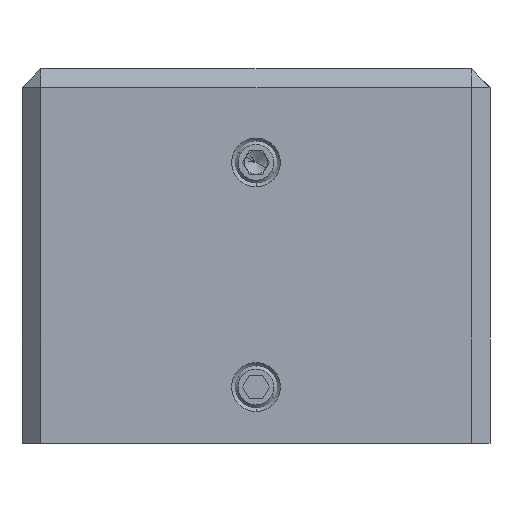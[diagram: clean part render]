
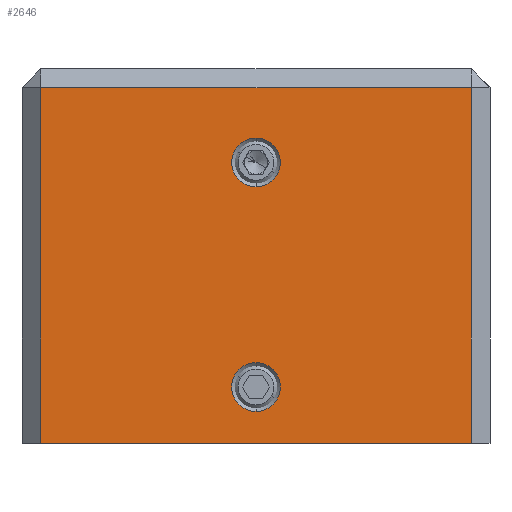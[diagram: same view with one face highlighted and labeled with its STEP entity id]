
A CAD part, left-side view. The second image highlights one B-rep face of the part: STEP entity #2646.
In plain terms, the highlighted planar face has unit normal (-1, 0, 0).
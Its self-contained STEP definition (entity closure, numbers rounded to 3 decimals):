
#80 = CARTESIAN_POINT ( 'NONE',  ( -25., 0., 10. ) ) ;
#81 = ORIENTED_EDGE ( 'NONE', *, *, #23894, .T. ) ;
#694 = AXIS2_PLACEMENT_3D ( 'NONE', #4463, #2122, #18916 ) ;
#927 = EDGE_LOOP ( 'NONE', ( #14975, #12188 ) ) ;
#1198 = LINE ( 'NONE', #6848, #21869 ) ;
#1498 = CIRCLE ( 'NONE', #694, 2.6 ) ;
#2122 = DIRECTION ( 'NONE',  ( 1., 0., 0. ) ) ;
#2320 = DIRECTION ( 'NONE',  ( 1., 0., 0. ) ) ;
#2495 = VERTEX_POINT ( 'NONE', #24463 ) ;
#2532 = CARTESIAN_POINT ( 'NONE',  ( -25., 0., -16.6 ) ) ;
#2635 = LINE ( 'NONE', #21555, #3281 ) ;
#2646 = ADVANCED_FACE ( 'NONE', ( #22089, #17270, #9213 ), #4621, .F. ) ;
#2712 = VERTEX_POINT ( 'NONE', #2532 ) ;
#3127 = EDGE_CURVE ( 'NONE', #2712, #18752, #7924, .T. ) ;
#3222 = EDGE_CURVE ( 'NONE', #21165, #20607, #20790, .T. ) ;
#3281 = VECTOR ( 'NONE', #11578, 1000. ) ;
#3378 = ORIENTED_EDGE ( 'NONE', *, *, #23031, .T. ) ;
#3788 = EDGE_CURVE ( 'NONE', #16398, #2495, #23653, .T. ) ;
#4067 = CARTESIAN_POINT ( 'NONE',  ( -25., 0., 12.6 ) ) ;
#4463 = CARTESIAN_POINT ( 'NONE',  ( -25., 0., -14. ) ) ;
#4621 = PLANE ( 'NONE',  #26605 ) ;
#4863 = ORIENTED_EDGE ( 'NONE', *, *, #18381, .T. ) ;
#5836 = DIRECTION ( 'NONE',  ( 0., 0., 1. ) ) ;
#6028 = DIRECTION ( 'NONE',  ( 1., 0., 0. ) ) ;
#6848 = CARTESIAN_POINT ( 'NONE',  ( -25., 25., 18. ) ) ;
#7924 = CIRCLE ( 'NONE', #14214, 2.6 ) ;
#8414 = EDGE_CURVE ( 'NONE', #2495, #16795, #1198, .T. ) ;
#8862 = DIRECTION ( 'NONE',  ( 0., -1., 0. ) ) ;
#9015 = CARTESIAN_POINT ( 'NONE',  ( -25., 0., -11.4 ) ) ;
#9139 = ORIENTED_EDGE ( 'NONE', *, *, #3788, .T. ) ;
#9213 = FACE_OUTER_BOUND ( 'NONE', #19190, .T. ) ;
#10078 = AXIS2_PLACEMENT_3D ( 'NONE', #80, #14535, #18693 ) ;
#10321 = DIRECTION ( 'NONE',  ( 0., 1., 0. ) ) ;
#11578 = DIRECTION ( 'NONE',  ( 0., 0., -1. ) ) ;
#12064 = CIRCLE ( 'NONE', #14679, 2.6 ) ;
#12188 = ORIENTED_EDGE ( 'NONE', *, *, #3127, .T. ) ;
#12410 = CARTESIAN_POINT ( 'NONE',  ( -25., 0., -14. ) ) ;
#12559 = CARTESIAN_POINT ( 'NONE',  ( -25., -23., -20. ) ) ;
#13488 = CARTESIAN_POINT ( 'NONE',  ( -25., 23., -20. ) ) ;
#14214 = AXIS2_PLACEMENT_3D ( 'NONE', #12410, #2320, #10321 ) ;
#14234 = VERTEX_POINT ( 'NONE', #13488 ) ;
#14535 = DIRECTION ( 'NONE',  ( 1., 0., 0. ) ) ;
#14679 = AXIS2_PLACEMENT_3D ( 'NONE', #22412, #6028, #26356 ) ;
#14975 = ORIENTED_EDGE ( 'NONE', *, *, #19227, .T. ) ;
#15650 = EDGE_LOOP ( 'NONE', ( #26527, #3378 ) ) ;
#16398 = VERTEX_POINT ( 'NONE', #12559 ) ;
#16783 = CARTESIAN_POINT ( 'NONE',  ( -25., 25., -20. ) ) ;
#16795 = VERTEX_POINT ( 'NONE', #18873 ) ;
#17228 = VECTOR ( 'NONE', #5836, 1000. ) ;
#17270 = FACE_BOUND ( 'NONE', #927, .T. ) ;
#18381 = EDGE_CURVE ( 'NONE', #14234, #16398, #23802, .T. ) ;
#18693 = DIRECTION ( 'NONE',  ( 0., 1., 0. ) ) ;
#18752 = VERTEX_POINT ( 'NONE', #9015 ) ;
#18873 = CARTESIAN_POINT ( 'NONE',  ( -25., 23., 18. ) ) ;
#18916 = DIRECTION ( 'NONE',  ( 0., 1., 0. ) ) ;
#19063 = CARTESIAN_POINT ( 'NONE',  ( -25., 25., 20. ) ) ;
#19190 = EDGE_LOOP ( 'NONE', ( #4863, #9139, #21767, #81 ) ) ;
#19227 = EDGE_CURVE ( 'NONE', #18752, #2712, #1498, .T. ) ;
#19907 = CARTESIAN_POINT ( 'NONE',  ( -25., -23., 20. ) ) ;
#20607 = VERTEX_POINT ( 'NONE', #26079 ) ;
#20790 = CIRCLE ( 'NONE', #10078, 2.6 ) ;
#20951 = DIRECTION ( 'NONE',  ( 1., 0., 0. ) ) ;
#21165 = VERTEX_POINT ( 'NONE', #4067 ) ;
#21555 = CARTESIAN_POINT ( 'NONE',  ( -25., 23., 20. ) ) ;
#21767 = ORIENTED_EDGE ( 'NONE', *, *, #8414, .T. ) ;
#21869 = VECTOR ( 'NONE', #25375, 1000. ) ;
#22089 = FACE_BOUND ( 'NONE', #15650, .T. ) ;
#22412 = CARTESIAN_POINT ( 'NONE',  ( -25., 0., 10. ) ) ;
#23031 = EDGE_CURVE ( 'NONE', #20607, #21165, #12064, .T. ) ;
#23653 = LINE ( 'NONE', #19907, #17228 ) ;
#23802 = LINE ( 'NONE', #16783, #25060 ) ;
#23894 = EDGE_CURVE ( 'NONE', #16795, #14234, #2635, .T. ) ;
#24463 = CARTESIAN_POINT ( 'NONE',  ( -25., -23., 18. ) ) ;
#24983 = DIRECTION ( 'NONE',  ( 0., 1., 0. ) ) ;
#25060 = VECTOR ( 'NONE', #8862, 1000. ) ;
#25375 = DIRECTION ( 'NONE',  ( 0., 1., 0. ) ) ;
#26079 = CARTESIAN_POINT ( 'NONE',  ( -25., 0., 7.4 ) ) ;
#26356 = DIRECTION ( 'NONE',  ( 0., 1., 0. ) ) ;
#26527 = ORIENTED_EDGE ( 'NONE', *, *, #3222, .T. ) ;
#26605 = AXIS2_PLACEMENT_3D ( 'NONE', #19063, #20951, #24983 ) ;
